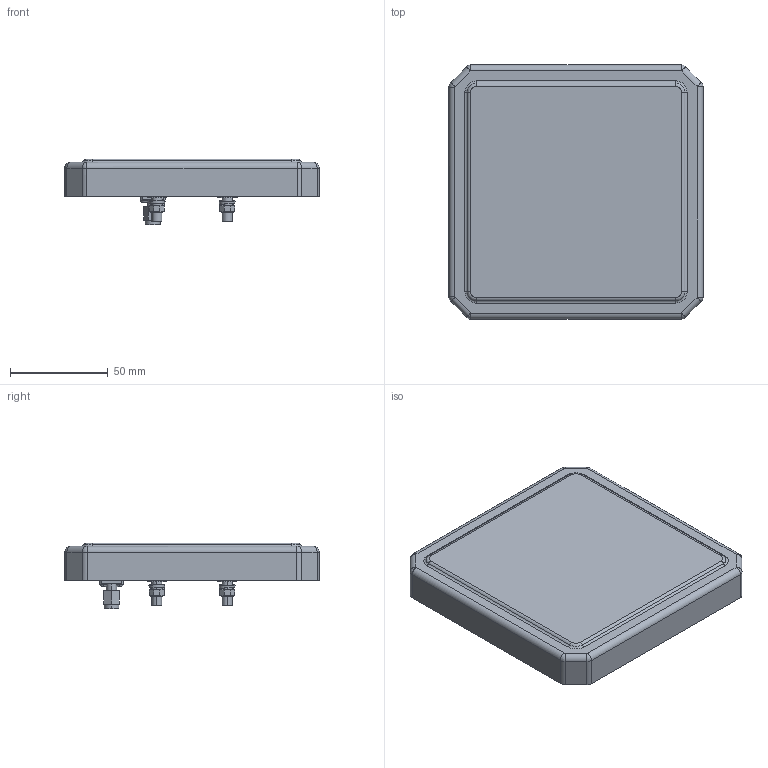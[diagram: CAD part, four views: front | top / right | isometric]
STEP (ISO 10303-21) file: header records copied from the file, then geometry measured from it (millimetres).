
FILE_DESCRIPTION (( 'STEP AP214' ), '1' );
FILE_NAME ('FMANFP1036_3D.STEP', '2022-12-02T20:44:16', ( '' ), ( '' ), 'SwSTEP 2.0', 'SolidWorks 2022', '' );
FILE_SCHEMA (( 'AUTOMOTIVE_DESIGN' ));
Length unit declared in the file: inch
Products named in the file (1): FMANFP1036_3D
Bounding box: 130 x 130 x 33.5 mm (x, y, z)
Volume: 80368.6 mm3; surface area: 89187.6 mm2
Topology: 36 solids, 36 shells, 438 faces, 989 edges, 636 vertices
Faces by surface type: cylinder 184, plane 165, bspline 40, cone 25, torus 24
Entity records: 16715 total; most frequent: CARTESIAN_POINT 6488, DIRECTION 2001, ORIENTED_EDGE 1978, EDGE_CURVE 989, AXIS2_PLACEMENT_3D 800, VERTEX_POINT 636, EDGE_LOOP 517, FACE_OUTER_BOUND 438
